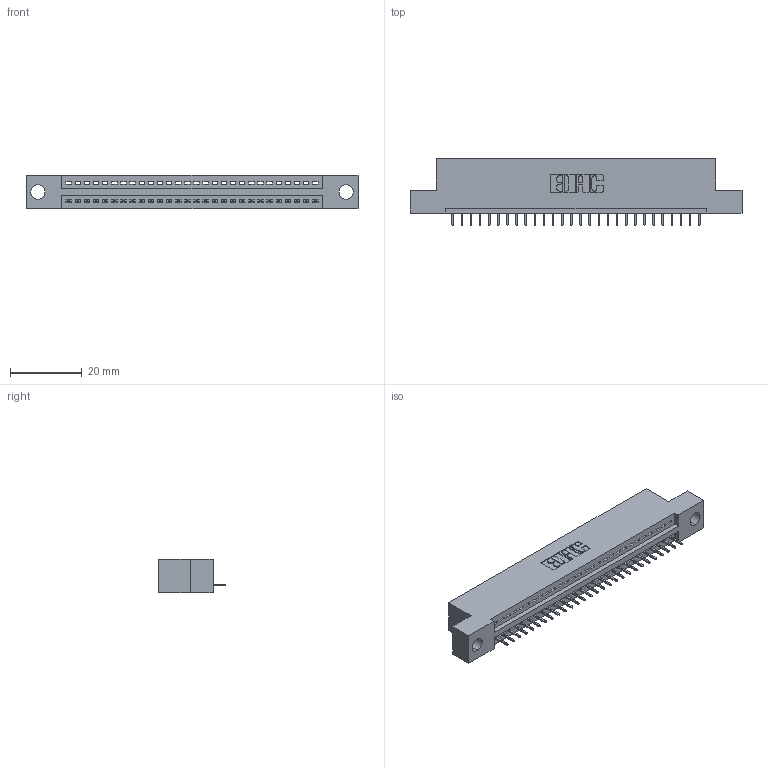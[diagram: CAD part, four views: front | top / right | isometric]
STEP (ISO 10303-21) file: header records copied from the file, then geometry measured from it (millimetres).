
FILE_DESCRIPTION (( 'STEP AP203' ), '1' );
FILE_NAME ('845-028-525-104.STEP', '2020-09-22T23:09:29', ( '' ), ( '' ), 'SwSTEP 2.0', 'SolidWorks 2020', '' );
FILE_SCHEMA (( 'CONFIG_CONTROL_DESIGN' ));
Length unit declared in the file: inch
Products named in the file (3): 345-292-001_345-293-125; 845 Part_Flush Mounting Lugs - 0.156 Dia-TH; 845-028-525-104
Assembly tree (29 placements, depth 2):
  845-028-525-104
    845 Part_Flush Mounting Lugs - 0.156 Dia-TH
    345-292-001_345-293-125  x28
Bounding box: 92.33 x 18.72 x 9.4 mm (x, y, z)
Volume: 8452.6 mm3; surface area: 10470 mm2
Topology: 29 solids, 29 shells, 1862 faces, 5381 edges, 3474 vertices
Faces by surface type: plane 1368, cylinder 494
Entity records: 23035 total; most frequent: CARTESIAN_POINT 3996, ORIENTED_EDGE 3958, DIRECTION 3511, EDGE_CURVE 1979, LINE 1739, VECTOR 1739, VERTEX_POINT 1314, AXIS2_PLACEMENT_3D 886
